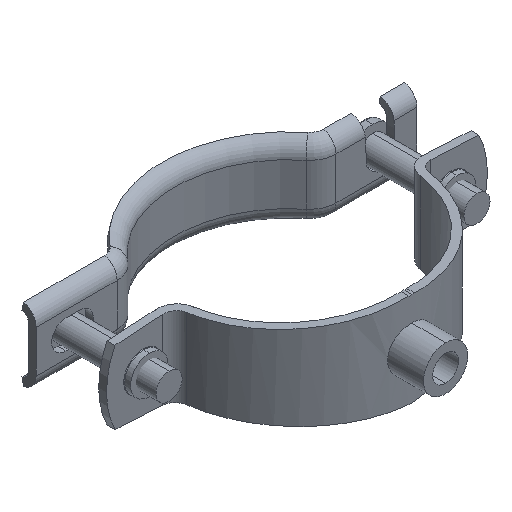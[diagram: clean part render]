
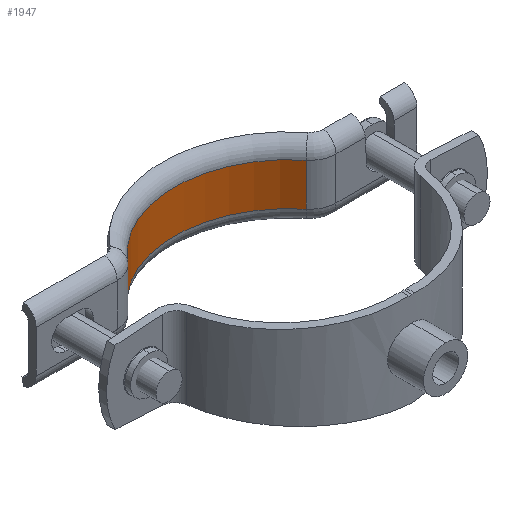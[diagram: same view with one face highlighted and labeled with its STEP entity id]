
A CAD part, isometric view. The second image highlights one B-rep face of the part: STEP entity #1947.
In plain terms, the highlighted cylindrical face has radius 22 mm (diameter 44 mm), a partial arc.
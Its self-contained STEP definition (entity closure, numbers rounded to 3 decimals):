
#24 = LINE ( 'NONE', #1319, #2027 ) ;
#47 = EDGE_CURVE ( 'NONE', #2317, #212, #1224, .T. ) ;
#173 = CARTESIAN_POINT ( 'NONE',  ( 0., -22., -4.061 ) ) ;
#212 = VERTEX_POINT ( 'NONE', #2132 ) ;
#259 = DIRECTION ( 'NONE',  ( 0., 0., -1. ) ) ;
#368 = DIRECTION ( 'NONE',  ( -1., 0., 0. ) ) ;
#581 = CYLINDRICAL_SURFACE ( 'NONE', #2630, 22. ) ;
#693 = EDGE_CURVE ( 'NONE', #1681, #2317, #1706, .T. ) ;
#717 = EDGE_LOOP ( 'NONE', ( #3933, #2306, #2642, #3806 ) ) ;
#720 = DIRECTION ( 'NONE',  ( -1., 0., 0. ) ) ;
#895 = CARTESIAN_POINT ( 'NONE',  ( -17.092, -8.148, 4.061 ) ) ;
#896 = AXIS2_PLACEMENT_3D ( 'NONE', #173, #3005, #1448 ) ;
#971 = AXIS2_PLACEMENT_3D ( 'NONE', #1613, #3252, #720 ) ;
#1224 = LINE ( 'NONE', #1248, #2775 ) ;
#1229 = CARTESIAN_POINT ( 'NONE',  ( -17.092, -8.148, -4.061 ) ) ;
#1248 = CARTESIAN_POINT ( 'NONE',  ( 17.092, -8.148, -4.061 ) ) ;
#1319 = CARTESIAN_POINT ( 'NONE',  ( -17.092, -8.148, -4.061 ) ) ;
#1448 = DIRECTION ( 'NONE',  ( -1., 0., 0. ) ) ;
#1613 = CARTESIAN_POINT ( 'NONE',  ( 0., -22., 4.061 ) ) ;
#1681 = VERTEX_POINT ( 'NONE', #895 ) ;
#1706 = CIRCLE ( 'NONE', #971, 22. ) ;
#1850 = DIRECTION ( 'NONE',  ( 0., 0., -1. ) ) ;
#1947 = ADVANCED_FACE ( 'NONE', ( #3896 ), #581, .F. ) ;
#2027 = VECTOR ( 'NONE', #3891, 1000. ) ;
#2132 = CARTESIAN_POINT ( 'NONE',  ( 17.092, -8.148, -4.061 ) ) ;
#2279 = VERTEX_POINT ( 'NONE', #1229 ) ;
#2306 = ORIENTED_EDGE ( 'NONE', *, *, #2842, .T. ) ;
#2317 = VERTEX_POINT ( 'NONE', #3535 ) ;
#2333 = EDGE_CURVE ( 'NONE', #1681, #2279, #24, .T. ) ;
#2630 = AXIS2_PLACEMENT_3D ( 'NONE', #3146, #259, #368 ) ;
#2642 = ORIENTED_EDGE ( 'NONE', *, *, #47, .F. ) ;
#2710 = CIRCLE ( 'NONE', #896, 22. ) ;
#2775 = VECTOR ( 'NONE', #1850, 1000. ) ;
#2842 = EDGE_CURVE ( 'NONE', #2279, #212, #2710, .T. ) ;
#3005 = DIRECTION ( 'NONE',  ( 0., 0., -1. ) ) ;
#3146 = CARTESIAN_POINT ( 'NONE',  ( 0., -22., 0. ) ) ;
#3252 = DIRECTION ( 'NONE',  ( 0., 0., -1. ) ) ;
#3535 = CARTESIAN_POINT ( 'NONE',  ( 17.092, -8.148, 4.061 ) ) ;
#3806 = ORIENTED_EDGE ( 'NONE', *, *, #693, .F. ) ;
#3891 = DIRECTION ( 'NONE',  ( 0., 0., -1. ) ) ;
#3896 = FACE_OUTER_BOUND ( 'NONE', #717, .T. ) ;
#3933 = ORIENTED_EDGE ( 'NONE', *, *, #2333, .T. ) ;
